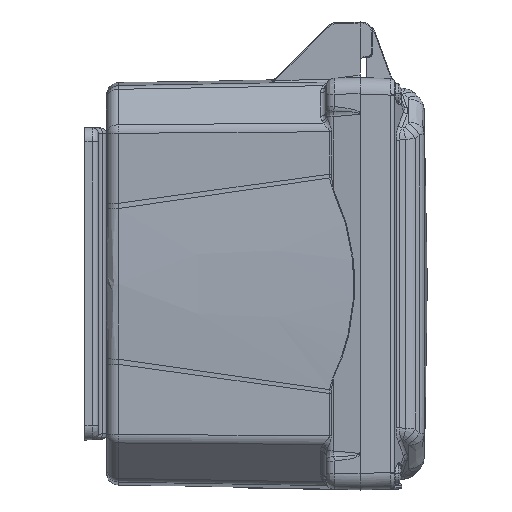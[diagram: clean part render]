
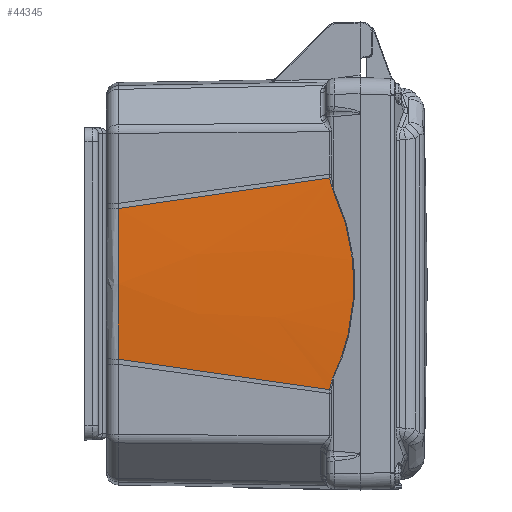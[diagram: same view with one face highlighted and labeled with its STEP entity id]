
A CAD part, front view. The second image highlights one B-rep face of the part: STEP entity #44345.
In plain terms, the highlighted free-form (B-spline) face has degree [3, 3] with [8, 4] control points.
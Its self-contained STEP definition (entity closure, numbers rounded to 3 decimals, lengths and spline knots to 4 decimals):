
#12450=CARTESIAN_POINT('',(-3.7754,-4.0973,
1.1764));
#12464=CARTESIAN_POINT('',(-0.4731,-4.1535,
1.6537));
#12465=CARTESIAN_POINT('',(-0.8556,-4.1469,
1.5987));
#12466=CARTESIAN_POINT('',(-1.6102,-4.134,
1.4901));
#12467=CARTESIAN_POINT('',(-2.7105,-4.1152,
1.3311));
#12468=CARTESIAN_POINT('',(-3.4238,-4.1032,
1.2276));
#12469=CARTESIAN_POINT('',(-3.7754,-4.0973,
1.1764));
#12475=CARTESIAN_POINT('',(-0.4731,-4.1535,
1.6537));
#12705=CARTESIAN_POINT('',(-0.4264,-4.1649,
1.4662));
#12706=CARTESIAN_POINT('',(-0.3665,-4.1727,
1.3418));
#12707=CARTESIAN_POINT('',(-0.2604,-4.1866,
1.0819));
#12708=CARTESIAN_POINT('',(-0.1486,-4.2012,
0.6617));
#12709=CARTESIAN_POINT('',(-0.091,-4.2087,
0.2228));
#12710=CARTESIAN_POINT('',(-0.091,-4.2087,
-0.2228));
#12711=CARTESIAN_POINT('',(-0.1486,-4.2012,
-0.6617));
#12712=CARTESIAN_POINT('',(-0.2604,-4.1866,
-1.0819));
#12713=CARTESIAN_POINT('',(-0.3665,-4.1727,
-1.3418));
#12714=CARTESIAN_POINT('',(-0.4264,-4.1649,
-1.4662));
#12732=CARTESIAN_POINT('',(-0.4731,-4.1535,
1.6537));
#12733=CARTESIAN_POINT('',(-0.4719,-4.1539,
1.6462));
#12734=CARTESIAN_POINT('',(-0.4693,-4.1548,
1.6318));
#12735=CARTESIAN_POINT('',(-0.4656,-4.1561,
1.6117));
#12736=CARTESIAN_POINT('',(-0.4619,-4.1572,
1.5929));
#12737=CARTESIAN_POINT('',(-0.4583,-4.1583,
1.5754));
#12738=CARTESIAN_POINT('',(-0.4548,-4.1593,
1.5592));
#12739=CARTESIAN_POINT('',(-0.4513,-4.1602,
1.5442));
#12740=CARTESIAN_POINT('',(-0.4478,-4.161,
1.5303));
#12741=CARTESIAN_POINT('',(-0.4444,-4.1618,
1.5174));
#12742=CARTESIAN_POINT('',(-0.4409,-4.1625,
1.5054));
#12743=CARTESIAN_POINT('',(-0.4375,-4.1632,
1.4943));
#12744=CARTESIAN_POINT('',(-0.4339,-4.1638,
1.4841));
#12745=CARTESIAN_POINT('',(-0.4302,-4.1644,
1.4747));
#12746=CARTESIAN_POINT('',(-0.4277,-4.1647,
1.4689));
#12747=CARTESIAN_POINT('',(-0.4264,-4.1649,
1.4662));
#12771=CARTESIAN_POINT('',(-0.4264,-4.1649,
-1.4662));
#12772=CARTESIAN_POINT('',(-0.4277,-4.1647,
-1.4689));
#12773=CARTESIAN_POINT('',(-0.4303,-4.1644,
-1.4748));
#12774=CARTESIAN_POINT('',(-0.434,-4.1638,
-1.4844));
#12775=CARTESIAN_POINT('',(-0.4377,-4.1631,
-1.4952));
#12776=CARTESIAN_POINT('',(-0.4415,-4.1624,
-1.5071));
#12777=CARTESIAN_POINT('',(-0.4452,-4.1616,
-1.5203));
#12778=CARTESIAN_POINT('',(-0.449,-4.1608,
-1.535));
#12779=CARTESIAN_POINT('',(-0.4529,-4.1598,
-1.5511));
#12780=CARTESIAN_POINT('',(-0.4569,-4.1587,
-1.5689));
#12781=CARTESIAN_POINT('',(-0.461,-4.1575,
-1.5884));
#12782=CARTESIAN_POINT('',(-0.4652,-4.1562,
-1.6093));
#12783=CARTESIAN_POINT('',(-0.4693,-4.1549,
-1.6317));
#12784=CARTESIAN_POINT('',(-0.4718,-4.154,
-1.646));
#12785=CARTESIAN_POINT('',(-0.4731,-4.1535,
-1.6537));
#14172=CARTESIAN_POINT('',(-3.7754,-4.0973,
-1.1764));
#14173=CARTESIAN_POINT('',(-3.4233,-4.1032,
-1.2277));
#14174=CARTESIAN_POINT('',(-2.7093,-4.1153,
-1.3313));
#14175=CARTESIAN_POINT('',(-1.6077,-4.134,
-1.4904));
#14176=CARTESIAN_POINT('',(-0.8545,-4.1469,
-1.5988));
#14177=CARTESIAN_POINT('',(-0.4731,-4.1535,
-1.6537));
#14198=CARTESIAN_POINT('',(-3.7754,-4.0973,
1.1764));
#14199=CARTESIAN_POINT('',(-3.7745,-4.1181,
0.9157));
#14200=CARTESIAN_POINT('',(-3.7732,-4.1459,
0.393));
#14201=CARTESIAN_POINT('',(-3.7732,-4.1459,
-0.393));
#14202=CARTESIAN_POINT('',(-3.7745,-4.1181,
-0.9157));
#14203=CARTESIAN_POINT('',(-3.7754,-4.0973,
-1.1764));
#17171=VERTEX_POINT('',#12450);
#17173=VERTEX_POINT('',#14203);
#17840=VERTEX_POINT('',#12475);
#17842=VERTEX_POINT('',#12747);
#17844=VERTEX_POINT('',#12714);
#17846=VERTEX_POINT('',#12785);
#44300=CARTESIAN_POINT('',(-0.0176,-4.1575,
1.7856));
#44301=CARTESIAN_POINT('',(-1.2948,-4.1352,
1.601));
#44302=CARTESIAN_POINT('',(-2.5719,-4.1129,
1.4165));
#44303=CARTESIAN_POINT('',(-3.849,-4.0906,
1.2319));
#44304=CARTESIAN_POINT('',(-0.0176,-4.1582,
1.7729));
#44305=CARTESIAN_POINT('',(-1.2948,-4.1359,
1.5896));
#44306=CARTESIAN_POINT('',(-2.5719,-4.1136,
1.4064));
#44307=CARTESIAN_POINT('',(-3.849,-4.0914,
1.2232));
#44308=CARTESIAN_POINT('',(-0.0176,-4.1814,
1.3723));
#44309=CARTESIAN_POINT('',(-1.2948,-4.1591,
1.2306));
#44310=CARTESIAN_POINT('',(-2.5719,-4.1368,
1.0889));
#44311=CARTESIAN_POINT('',(-3.849,-4.1145,
0.9471));
#44312=CARTESIAN_POINT('',(-0.0176,-4.2115,
0.5829));
#44313=CARTESIAN_POINT('',(-1.2948,-4.1893,
0.5228));
#44314=CARTESIAN_POINT('',(-2.5719,-4.167,
0.4627));
#44315=CARTESIAN_POINT('',(-3.849,-4.1447,
0.4025));
#44316=CARTESIAN_POINT('',(-0.0176,-4.2115,
-0.5829));
#44317=CARTESIAN_POINT('',(-1.2948,-4.1893,
-0.5228));
#44318=CARTESIAN_POINT('',(-2.5719,-4.167,
-0.4627));
#44319=CARTESIAN_POINT('',(-3.849,-4.1447,
-0.4025));
#44320=CARTESIAN_POINT('',(-0.0176,-4.1814,
-1.3723));
#44321=CARTESIAN_POINT('',(-1.2948,-4.1591,
-1.2306));
#44322=CARTESIAN_POINT('',(-2.5719,-4.1368,
-1.0889));
#44323=CARTESIAN_POINT('',(-3.849,-4.1145,
-0.9471));
#44324=CARTESIAN_POINT('',(-0.0176,-4.1582,
-1.7729));
#44325=CARTESIAN_POINT('',(-1.2948,-4.1359,
-1.5896));
#44326=CARTESIAN_POINT('',(-2.5719,-4.1136,
-1.4064));
#44327=CARTESIAN_POINT('',(-3.849,-4.0914,
-1.2232));
#44328=CARTESIAN_POINT('',(-0.0176,-4.1575,
-1.7856));
#44329=CARTESIAN_POINT('',(-1.2948,-4.1352,
-1.601));
#44330=CARTESIAN_POINT('',(-2.5719,-4.1129,
-1.4165));
#44331=CARTESIAN_POINT('',(-3.849,-4.0906,
-1.2319));
#44332=B_SPLINE_SURFACE_WITH_KNOTS('',3,3,((#44300,#44301,#44302,#44303),
(#44304,#44305,#44306,#44307),(#44308,#44309,#44310,#44311),(#44312,#44313,
#44314,#44315),(#44316,#44317,#44318,#44319),(#44320,#44321,#44322,#44323),(
#44324,#44325,#44326,#44327),(#44328,#44329,#44330,#44331)),.UNSPECIFIED.,.F.,
.F.,.F.,(4,1,1,1,1,4),(4,4),(-0.0109,0.,0.3333,
0.6667,1.,1.0109),(0.0045,0.972),
.UNSPECIFIED.);
#44334=ORIENTED_EDGE('',*,*,#44333,.T.);
#44335=ORIENTED_EDGE('',*,*,#44290,.T.);
#44337=ORIENTED_EDGE('',*,*,#44336,.T.);
#44339=ORIENTED_EDGE('',*,*,#44338,.F.);
#44341=ORIENTED_EDGE('',*,*,#44340,.F.);
#44342=ORIENTED_EDGE('',*,*,#43782,.F.);
#44343=EDGE_LOOP('',(#44334,#44335,#44337,#44339,#44341,#44342));
#44344=FACE_OUTER_BOUND('',#44343,.F.);
#44345=ADVANCED_FACE('',(#44344),#44332,.F.);
#12470=B_SPLINE_CURVE_WITH_KNOTS('',3,(#12464,#12465,#12466,#12467,#12468,
#12469),.UNSPECIFIED.,.F.,.F.,(4,1,1,4),(0.,0.3333,
0.6667,1.),.UNSPECIFIED.);
#12715=B_SPLINE_CURVE_WITH_KNOTS('',3,(#12705,#12706,#12707,#12708,#12709,
#12710,#12711,#12712,#12713,#12714),.UNSPECIFIED.,.F.,.F.,(4,1,1,1,1,1,1,4),(
0.,0.1429,0.2857,0.4286,0.5714,
0.7143,0.8571,1.),.UNSPECIFIED.);
#12748=B_SPLINE_CURVE_WITH_KNOTS('',3,(#12732,#12733,#12734,#12735,#12736,
#12737,#12738,#12739,#12740,#12741,#12742,#12743,#12744,#12745,#12746,#12747),
.UNSPECIFIED.,.F.,.F.,(4,1,1,1,1,1,1,1,1,1,1,1,1,4),(0.,0.0769,
0.1538,0.2308,0.3077,0.3846,
0.4615,0.5385,0.6154,0.6923,
0.7692,0.8462,0.9231,1.),.UNSPECIFIED.);
#12786=B_SPLINE_CURVE_WITH_KNOTS('',3,(#12771,#12772,#12773,#12774,#12775,
#12776,#12777,#12778,#12779,#12780,#12781,#12782,#12783,#12784,#12785),
.UNSPECIFIED.,.F.,.F.,(4,1,1,1,1,1,1,1,1,1,1,1,4),(0.,0.0833,
0.1667,0.25,0.3333,0.4167,0.5,
0.5833,0.6667,0.75,0.8333,0.9167,
1.),.UNSPECIFIED.);
#14178=B_SPLINE_CURVE_WITH_KNOTS('',3,(#14172,#14173,#14174,#14175,#14176,
#14177),.UNSPECIFIED.,.F.,.F.,(4,1,1,4),(0.,0.3333,
0.6667,1.),.UNSPECIFIED.);
#14204=B_SPLINE_CURVE_WITH_KNOTS('',3,(#14198,#14199,#14200,#14201,#14202,
#14203),.UNSPECIFIED.,.F.,.F.,(4,1,1,4),(0.,0.3333,
0.6667,1.),.UNSPECIFIED.);
#43782=EDGE_CURVE('',#17840,#17171,#12470,.T.);
#44290=EDGE_CURVE('',#17842,#17844,#12715,.T.);
#44333=EDGE_CURVE('',#17840,#17842,#12748,.T.);
#44336=EDGE_CURVE('',#17844,#17846,#12786,.T.);
#44338=EDGE_CURVE('',#17173,#17846,#14178,.T.);
#44340=EDGE_CURVE('',#17171,#17173,#14204,.T.);
